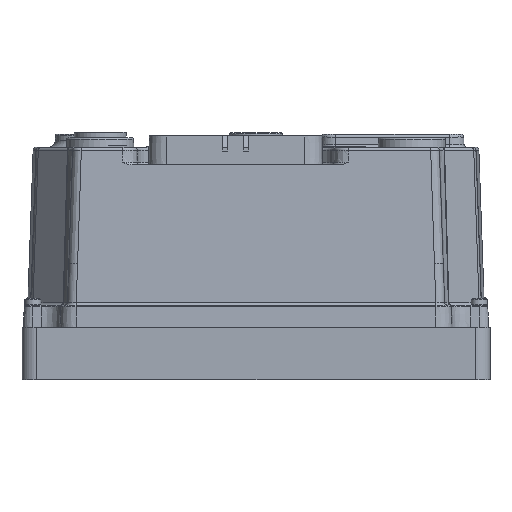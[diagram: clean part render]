
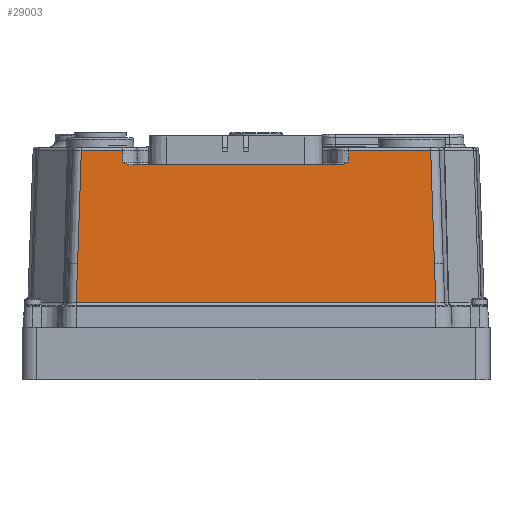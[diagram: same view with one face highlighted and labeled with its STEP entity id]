
A CAD part, left-side view. The second image highlights one B-rep face of the part: STEP entity #29003.
In plain terms, the highlighted planar face has unit normal (-0.999, 0, 0.035).
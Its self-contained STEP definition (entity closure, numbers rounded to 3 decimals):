
#225=ELLIPSE('',#77693,435.536,15.2);
#226=ELLIPSE('',#77694,435.536,15.2);
#29003=ADVANCED_FACE('',(#33054),#31398,.T.);
#31398=PLANE('',#77695);
#33054=FACE_OUTER_BOUND('',#35817,.T.);
#35817=EDGE_LOOP('',(#46854,#46855,#46856,#46857,#46858,#46859,#46860,#46861,
#46862,#46863,#46864,#46865));
#39645=B_SPLINE_CURVE_WITH_KNOTS('',3,(#120423,#120424,#120425,#120426,#120427,
#120428,#120429),.UNSPECIFIED.,.F.,.F.,(4,3,4),(0.,0.624,1.),
 .UNSPECIFIED.);
#39646=B_SPLINE_CURVE_WITH_KNOTS('',3,(#120436,#120437,#120438,#120439,#120440,
#120441,#120442,#120443,#120444,#120445),.UNSPECIFIED.,.F.,.F.,(4,3,3,4),
(0.,0.004,0.563,1.),.UNSPECIFIED.);
#39647=B_SPLINE_CURVE_WITH_KNOTS('',3,(#120449,#120450,#120451,#120452,#120453,
#120454,#120455,#120456,#120457,#120458),.UNSPECIFIED.,.F.,.F.,(4,3,3,4),
(0.,0.437,0.996,1.),.UNSPECIFIED.);
#39648=B_SPLINE_CURVE_WITH_KNOTS('',3,(#120464,#120465,#120466,#120467,#120468,
#120469,#120470),.UNSPECIFIED.,.F.,.F.,(4,3,4),(0.,0.376,1.),
 .UNSPECIFIED.);
#46854=ORIENTED_EDGE('',*,*,#64712,.T.);
#46855=ORIENTED_EDGE('',*,*,#64713,.T.);
#46856=ORIENTED_EDGE('',*,*,#64714,.T.);
#46857=ORIENTED_EDGE('',*,*,#64715,.T.);
#46858=ORIENTED_EDGE('',*,*,#64716,.T.);
#46859=ORIENTED_EDGE('',*,*,#64717,.T.);
#46860=ORIENTED_EDGE('',*,*,#64718,.T.);
#46861=ORIENTED_EDGE('',*,*,#64719,.T.);
#46862=ORIENTED_EDGE('',*,*,#64720,.T.);
#46863=ORIENTED_EDGE('',*,*,#64721,.T.);
#46864=ORIENTED_EDGE('',*,*,#64722,.T.);
#46865=ORIENTED_EDGE('',*,*,#64723,.T.);
#57479=VERTEX_POINT('',#120430);
#57480=VERTEX_POINT('',#120431);
#57481=VERTEX_POINT('',#120433);
#57482=VERTEX_POINT('',#120435);
#57483=VERTEX_POINT('',#120446);
#57484=VERTEX_POINT('',#120448);
#57485=VERTEX_POINT('',#120459);
#57486=VERTEX_POINT('',#120461);
#57487=VERTEX_POINT('',#120463);
#57488=VERTEX_POINT('',#120471);
#57489=VERTEX_POINT('',#120473);
#57490=VERTEX_POINT('',#120475);
#64712=EDGE_CURVE('',#57479,#57480,#39645,.T.);
#64713=EDGE_CURVE('',#57480,#57481,#70634,.T.);
#64714=EDGE_CURVE('',#57481,#57482,#225,.T.);
#64715=EDGE_CURVE('',#57482,#57483,#39646,.T.);
#64716=EDGE_CURVE('',#57483,#57484,#70635,.T.);
#64717=EDGE_CURVE('',#57484,#57485,#39647,.T.);
#64718=EDGE_CURVE('',#57485,#57486,#226,.T.);
#64719=EDGE_CURVE('',#57486,#57487,#70636,.T.);
#64720=EDGE_CURVE('',#57487,#57488,#39648,.T.);
#64721=EDGE_CURVE('',#57488,#57489,#70637,.T.);
#64722=EDGE_CURVE('',#57489,#57490,#70638,.T.);
#64723=EDGE_CURVE('',#57490,#57479,#70639,.T.);
#70634=LINE('',#120432,#74543);
#70635=LINE('',#120447,#74544);
#70636=LINE('',#120462,#74545);
#70637=LINE('',#120472,#74546);
#70638=LINE('',#120474,#74547);
#70639=LINE('',#120476,#74548);
#74543=VECTOR('',#85770,1.);
#74544=VECTOR('',#85773,1.);
#74545=VECTOR('',#85776,1.);
#74546=VECTOR('',#85777,1.);
#74547=VECTOR('',#85778,1.);
#74548=VECTOR('',#85779,1.);
#77693=AXIS2_PLACEMENT_3D('',#120434,#85771,#85772);
#77694=AXIS2_PLACEMENT_3D('',#120460,#85774,#85775);
#77695=AXIS2_PLACEMENT_3D('',#120477,#85780,#85781);
#85770=DIRECTION('',(0.,1.,0.));
#85771=DIRECTION('',(0.999,0.,-0.035));
#85772=DIRECTION('',(-0.035,0.,-0.999));
#85773=DIRECTION('',(0.,1.,0.));
#85774=DIRECTION('',(0.999,0.,-0.035));
#85775=DIRECTION('',(-0.035,0.,-0.999));
#85776=DIRECTION('',(0.,1.,0.));
#85777=DIRECTION('',(-0.035,0.035,-0.999));
#85778=DIRECTION('',(0.,-1.,0.));
#85779=DIRECTION('',(0.035,0.035,0.999));
#85780=DIRECTION('',(-0.999,0.,0.035));
#85781=DIRECTION('',(0.035,0.,0.999));
#120423=CARTESIAN_POINT('',(578.166,397.912,20.44));
#120424=CARTESIAN_POINT('',(578.447,398.193,28.483));
#120425=CARTESIAN_POINT('',(578.728,398.465,36.526));
#120426=CARTESIAN_POINT('',(579.009,398.728,44.569));
#120427=CARTESIAN_POINT('',(579.178,398.887,49.414));
#120428=CARTESIAN_POINT('',(579.347,399.043,54.259));
#120429=CARTESIAN_POINT('',(579.517,399.197,59.105));
#120430=CARTESIAN_POINT('',(578.166,397.912,20.44));
#120431=CARTESIAN_POINT('',(579.517,399.197,59.105));
#120432=CARTESIAN_POINT('',(579.517,458.912,59.105));
#120433=CARTESIAN_POINT('',(579.517,427.239,59.105));
#120434=CARTESIAN_POINT('',(580.579,442.402,89.521));
#120435=CARTESIAN_POINT('',(579.374,427.249,55.035));
#120436=CARTESIAN_POINT('',(579.374,427.249,55.035));
#120437=CARTESIAN_POINT('',(579.374,427.254,55.033));
#120438=CARTESIAN_POINT('',(579.374,427.258,55.031));
#120439=CARTESIAN_POINT('',(579.374,427.262,55.029));
#120440=CARTESIAN_POINT('',(579.365,427.846,54.769));
#120441=CARTESIAN_POINT('',(579.356,428.433,54.51));
#120442=CARTESIAN_POINT('',(579.35,429.044,54.322));
#120443=CARTESIAN_POINT('',(579.344,429.519,54.176));
#120444=CARTESIAN_POINT('',(579.341,430.016,54.07));
#120445=CARTESIAN_POINT('',(579.341,430.513,54.07));
#120446=CARTESIAN_POINT('',(579.341,430.513,54.07));
#120447=CARTESIAN_POINT('',(579.341,458.912,54.07));
#120448=CARTESIAN_POINT('',(579.341,501.29,54.07));
#120449=CARTESIAN_POINT('',(579.341,501.29,54.07));
#120450=CARTESIAN_POINT('',(579.341,501.787,54.07));
#120451=CARTESIAN_POINT('',(579.344,502.285,54.176));
#120452=CARTESIAN_POINT('',(579.35,502.759,54.322));
#120453=CARTESIAN_POINT('',(579.356,503.37,54.51));
#120454=CARTESIAN_POINT('',(579.365,503.958,54.769));
#120455=CARTESIAN_POINT('',(579.374,504.541,55.029));
#120456=CARTESIAN_POINT('',(579.374,504.545,55.031));
#120457=CARTESIAN_POINT('',(579.374,504.55,55.033));
#120458=CARTESIAN_POINT('',(579.374,504.554,55.035));
#120459=CARTESIAN_POINT('',(579.374,504.554,55.035));
#120460=CARTESIAN_POINT('',(580.579,489.402,89.521));
#120461=CARTESIAN_POINT('',(579.517,504.564,59.105));
#120462=CARTESIAN_POINT('',(579.517,458.912,59.105));
#120463=CARTESIAN_POINT('',(579.517,518.628,59.105));
#120464=CARTESIAN_POINT('',(579.517,518.628,59.105));
#120465=CARTESIAN_POINT('',(579.347,518.782,54.259));
#120466=CARTESIAN_POINT('',(579.178,518.938,49.414));
#120467=CARTESIAN_POINT('',(579.009,519.097,44.569));
#120468=CARTESIAN_POINT('',(578.728,519.36,36.526));
#120469=CARTESIAN_POINT('',(578.447,519.632,28.483));
#120470=CARTESIAN_POINT('',(578.166,519.912,20.44));
#120471=CARTESIAN_POINT('',(578.166,519.912,20.44));
#120472=CARTESIAN_POINT('',(577.739,520.339,8.212));
#120473=CARTESIAN_POINT('',(577.698,520.381,7.035));
#120474=CARTESIAN_POINT('',(577.698,458.912,7.035));
#120475=CARTESIAN_POINT('',(577.698,397.444,7.035));
#120476=CARTESIAN_POINT('',(577.739,397.485,8.212));
#120477=CARTESIAN_POINT('',(577.665,458.912,6.07));
